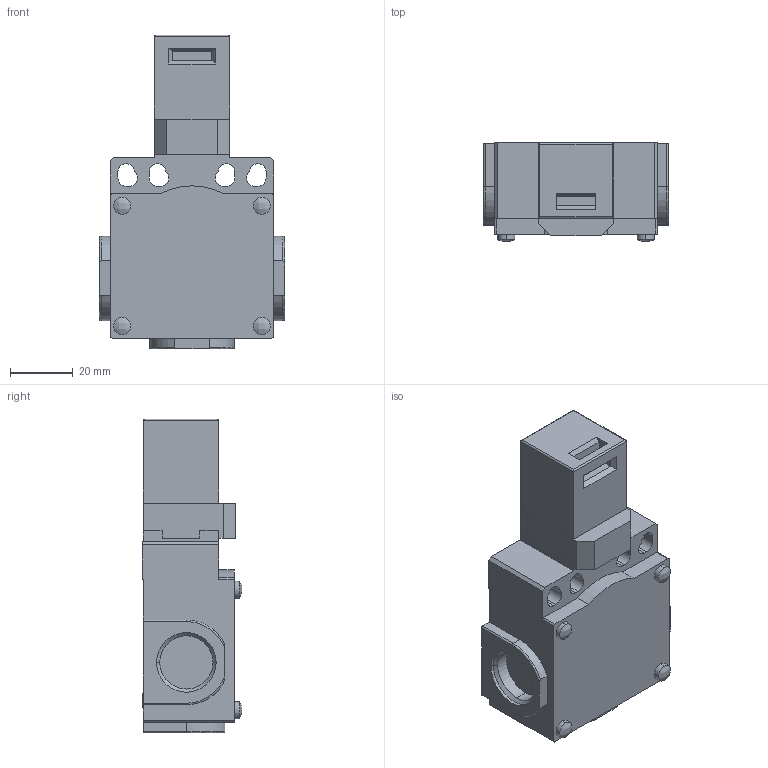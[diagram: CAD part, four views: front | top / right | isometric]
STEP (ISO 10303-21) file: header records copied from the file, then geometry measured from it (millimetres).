
FILE_DESCRIPTION (( 'STEP AP214' ), '1' );
FILE_NAME ('SDM2K120X11.step', '2017-12-19T21:46:18', ( '' ), ( '' ), 'SwSTEP 2.0', 'SolidWorks 2017', '' );
FILE_SCHEMA (( 'AUTOMOTIVE_DESIGN' ));
Length unit declared in the file: inch
Products named in the file (1): SDM2K120X11
Bounding box: 59 x 31.6 x 100.1 mm (x, y, z)
Volume: 105512.8 mm3; surface area: 24472.7 mm2
Topology: 3 solids, 3 shells, 191 faces, 502 edges, 326 vertices
Faces by surface type: plane 104, cylinder 65, bspline 12, cone 10
Entity records: 6122 total; most frequent: CARTESIAN_POINT 1290, ORIENTED_EDGE 1004, DIRECTION 978, EDGE_CURVE 502, LINE 350, VECTOR 350, VERTEX_POINT 326, AXIS2_PLACEMENT_3D 314
